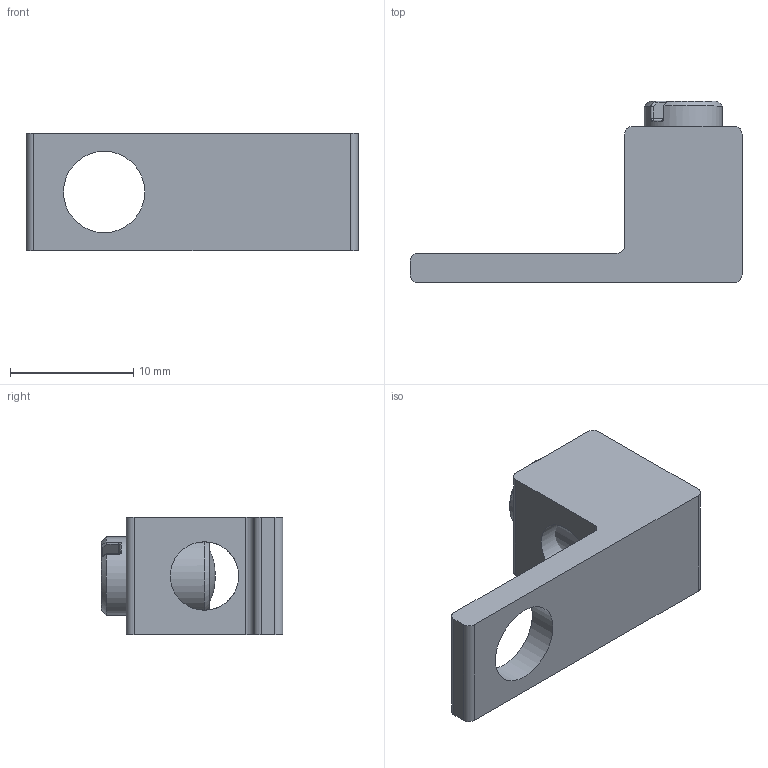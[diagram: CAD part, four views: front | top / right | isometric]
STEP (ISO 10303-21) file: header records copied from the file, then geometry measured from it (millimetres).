
FILE_DESCRIPTION(/* description */ (''),/* implementation_level */ '2;1');
FILE_NAME(/* name */ 'S6-Assembly.stp',/* time_stamp */ '2015-10-07T17:42:56-04:00',/* author */ ('cridley'),/* organization */ (''),/* preprocessor_version */ 'ST-DEVELOPER v15.6',/* originating_system */ 'Autodesk Inventor 2015',/* authorisation */ '');
FILE_SCHEMA (('CONFIG_CONTROL_DESIGN'));
Length unit declared in the file: inch
Products named in the file (3): S6; 14227; S6-Assembly
Assembly tree (2 placements, depth 2):
  S6-Assembly
    S6
    14227
Bounding box: 26.97 x 14.73 x 9.53 mm (x, y, z)
Volume: 1399.9 mm3; surface area: 1425.4 mm2
Topology: 2 solids, 2 shells, 52 faces, 130 edges, 84 vertices
Faces by surface type: cylinder 20, plane 14, bspline 8, cone 7, torus 2, sphere 1
Full cylindrical faces by diameter (mm): 5.359 x1, 5.563 x1, 6.35 x1, 6.604 x1
Entity records: 1965 total; most frequent: CARTESIAN_POINT 765, ORIENTED_EDGE 234, DIRECTION 218, EDGE_CURVE 117, AXIS2_PLACEMENT_3D 89, VERTEX_POINT 79, EDGE_LOOP 68, FACE_OUTER_BOUND 52
